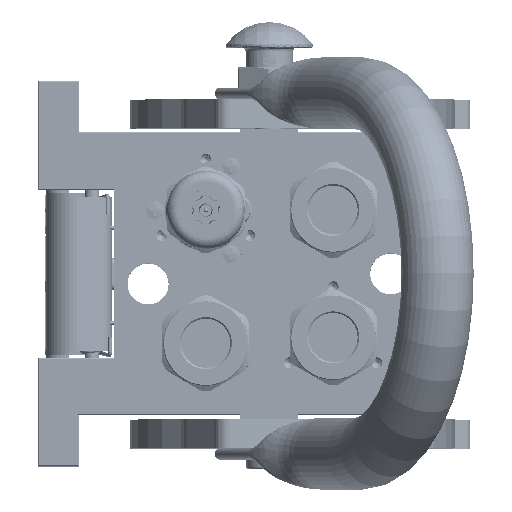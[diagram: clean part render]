
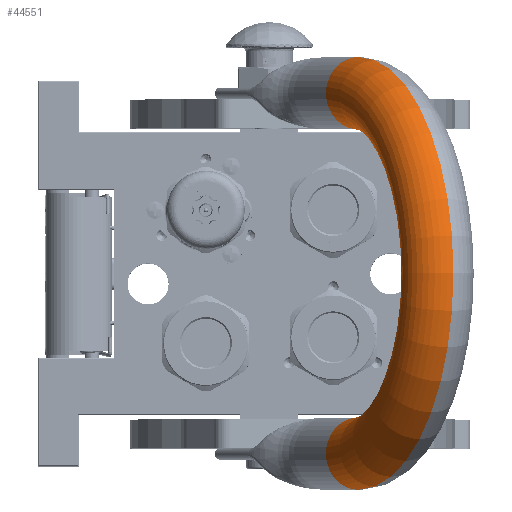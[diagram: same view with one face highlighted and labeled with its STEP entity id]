
A CAD part, top view. The second image highlights one B-rep face of the part: STEP entity #44551.
In plain terms, the highlighted toroidal (fillet/blend) face has major radius 62.25 mm and minor radius 12.5 mm.
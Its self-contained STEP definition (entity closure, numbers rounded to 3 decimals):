
#1954 = ORIENTED_EDGE ( 'NONE', *, *, #37598, .T. ) ;
#7228 = FACE_OUTER_BOUND ( 'NONE', #62680, .T. ) ;
#10421 = DIRECTION ( 'NONE',  ( 1., 0., 0. ) ) ;
#13043 = VERTEX_POINT ( 'NONE', #32891 ) ;
#17674 = DIRECTION ( 'NONE',  ( 0., 1., 0. ) ) ;
#18074 = TOROIDAL_SURFACE ( 'NONE', #70926, 62.25, 12.5 ) ;
#18417 = CARTESIAN_POINT ( 'NONE',  ( 74.75, 0., 25.25 ) ) ;
#22428 = DIRECTION ( 'NONE',  ( 0., 0., 1. ) ) ;
#23615 = ORIENTED_EDGE ( 'NONE', *, *, #33792, .F. ) ;
#23812 = CARTESIAN_POINT ( 'NONE',  ( 49.75, 0., 25.25 ) ) ;
#26238 = VERTEX_POINT ( 'NONE', #18417 ) ;
#32476 = DIRECTION ( 'NONE',  ( -1., 0., 0. ) ) ;
#32891 = CARTESIAN_POINT ( 'NONE',  ( -74.75, 0., 25.25 ) ) ;
#33792 = EDGE_CURVE ( 'NONE', #13043, #26238, #46561, .T. ) ;
#33845 = AXIS2_PLACEMENT_3D ( 'NONE', #45689, #47192, #10421 ) ;
#37598 = EDGE_CURVE ( 'NONE', #76560, #79158, #65414, .T. ) ;
#39406 = DIRECTION ( 'NONE',  ( -1., 0., 0. ) ) ;
#39817 = CIRCLE ( 'NONE', #33845, 12.5 ) ;
#44551 = ADVANCED_FACE ( 'NONE', ( #7228 ), #18074, .T. ) ;
#45689 = CARTESIAN_POINT ( 'NONE',  ( 62.25, 0., 25.25 ) ) ;
#46561 = CIRCLE ( 'NONE', #59247, 74.75 ) ;
#47192 = DIRECTION ( 'NONE',  ( 0., 0., -1. ) ) ;
#48450 = AXIS2_PLACEMENT_3D ( 'NONE', #126585, #22428, #58199 ) ;
#51533 = DIRECTION ( 'NONE',  ( 0., 1., 0. ) ) ;
#56841 = AXIS2_PLACEMENT_3D ( 'NONE', #103443, #67732, #32476 ) ;
#58199 = DIRECTION ( 'NONE',  ( -1., 0., 0. ) ) ;
#59247 = AXIS2_PLACEMENT_3D ( 'NONE', #86197, #51533, #39406 ) ;
#62680 = EDGE_LOOP ( 'NONE', ( #1954, #78360, #23615, #140429 ) ) ;
#64030 = CARTESIAN_POINT ( 'NONE',  ( 0., 0., 25.25 ) ) ;
#65414 = CIRCLE ( 'NONE', #56841, 49.75 ) ;
#67732 = DIRECTION ( 'NONE',  ( 0., 1., 0. ) ) ;
#70926 = AXIS2_PLACEMENT_3D ( 'NONE', #64030, #17674, #87118 ) ;
#76560 = VERTEX_POINT ( 'NONE', #125044 ) ;
#78360 = ORIENTED_EDGE ( 'NONE', *, *, #124712, .F. ) ;
#78920 = CIRCLE ( 'NONE', #48450, 12.5 ) ;
#79158 = VERTEX_POINT ( 'NONE', #23812 ) ;
#86197 = CARTESIAN_POINT ( 'NONE',  ( 0., 0., 25.25 ) ) ;
#87118 = DIRECTION ( 'NONE',  ( 1., 0., 0. ) ) ;
#103443 = CARTESIAN_POINT ( 'NONE',  ( 0., 0., 25.25 ) ) ;
#124712 = EDGE_CURVE ( 'NONE', #26238, #79158, #39817, .T. ) ;
#125044 = CARTESIAN_POINT ( 'NONE',  ( -49.75, 0., 25.25 ) ) ;
#126585 = CARTESIAN_POINT ( 'NONE',  ( -62.25, 0., 25.25 ) ) ;
#136120 = EDGE_CURVE ( 'NONE', #13043, #76560, #78920, .T. ) ;
#140429 = ORIENTED_EDGE ( 'NONE', *, *, #136120, .T. ) ;
